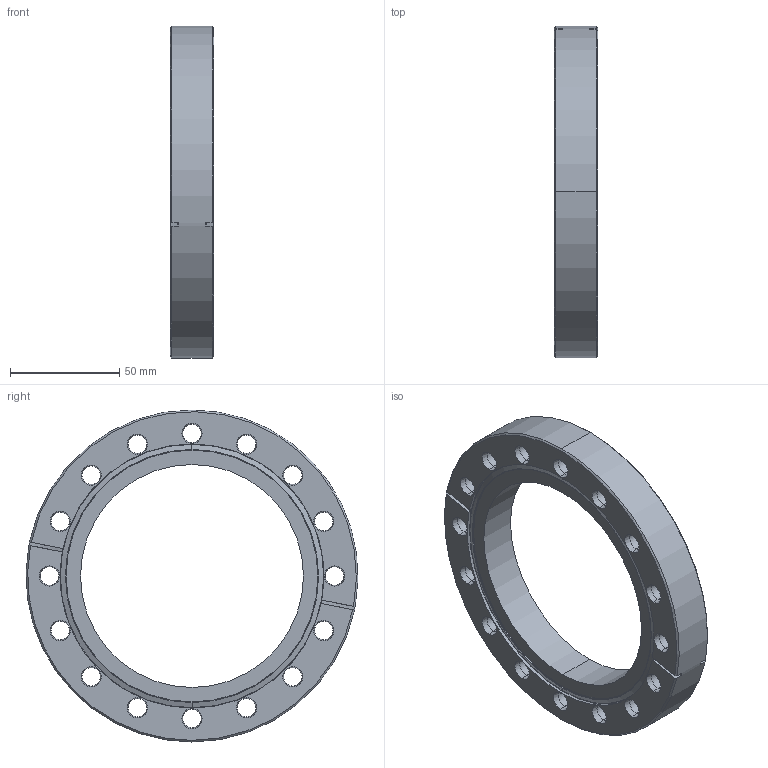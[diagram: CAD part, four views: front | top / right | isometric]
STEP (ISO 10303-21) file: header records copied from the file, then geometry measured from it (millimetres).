
FILE_DESCRIPTION (( 'STEP AP203' ), '1' );
FILE_NAME ('140026_A.STEP', '2024-03-19T04:43:04', ( '' ), ( '' ), 'SwSTEP 2.0', 'SolidWorks 2022', '' );
FILE_SCHEMA (( 'CONFIG_CONTROL_DESIGN' ));
Length unit declared in the file: inch
Products named in the file (1): 140026_A
Bounding box: 19.81 x 151.59 x 151.64 mm (x, y, z)
Volume: 169449.1 mm3; surface area: 42674.9 mm2
Topology: 1 solids, 1 shells, 148 faces, 352 edges, 206 vertices
Faces by surface type: cone 74, cylinder 48, plane 14, torus 12
Entity records: 4429 total; most frequent: DIRECTION 832, CARTESIAN_POINT 755, ORIENTED_EDGE 704, EDGE_CURVE 352, AXIS2_PLACEMENT_3D 347, VERTEX_POINT 206, CIRCLE 198, EDGE_LOOP 182
